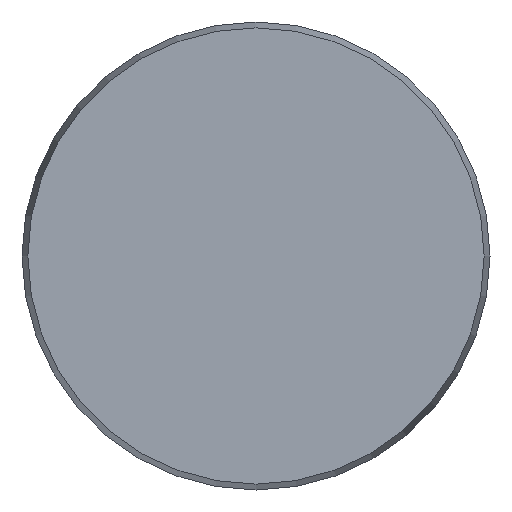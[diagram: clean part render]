
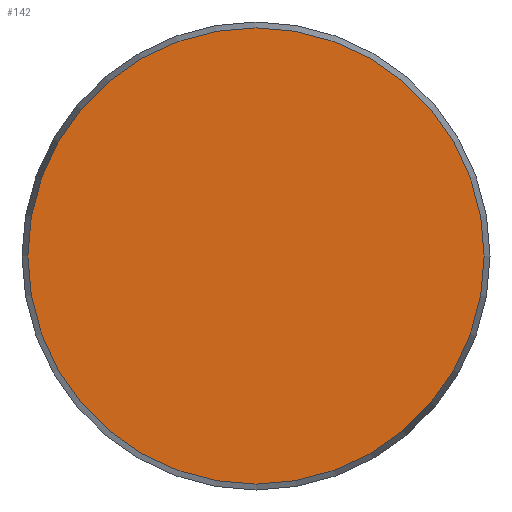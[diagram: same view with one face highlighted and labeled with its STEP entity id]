
A CAD part, front view. The second image highlights one B-rep face of the part: STEP entity #142.
In plain terms, the highlighted planar face has unit normal (0, -1, 0).
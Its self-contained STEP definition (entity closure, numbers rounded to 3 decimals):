
#142 = ADVANCED_FACE( '', ( #298 ), #299, .F. );
#298 = FACE_OUTER_BOUND( '', #519, .T. );
#299 = PLANE( '', #520 );
#519 = EDGE_LOOP( '', ( #827 ) );
#520 = AXIS2_PLACEMENT_3D( '', #828, #829, #830 );
#827 = ORIENTED_EDGE( '', *, *, #983, .T. );
#828 = CARTESIAN_POINT( '', ( 58.5, 0., 0. ) );
#829 = DIRECTION( '', ( 0., 1., 0. ) );
#830 = DIRECTION( '', ( 0., 0., 1. ) );
#983 = EDGE_CURVE( '', #1165, #1165, #1166, .T. );
#1165 = VERTEX_POINT( '', #1509 );
#1166 = CIRCLE( '', #1510, 58.5 );
#1509 = CARTESIAN_POINT( '', ( 0., 0., -58.5 ) );
#1510 = AXIS2_PLACEMENT_3D( '', #1649, #1650, #1651 );
#1649 = CARTESIAN_POINT( '', ( 0., 0., 0. ) );
#1650 = DIRECTION( '', ( 0., -1., 0. ) );
#1651 = DIRECTION( '', ( 0., 0., -1. ) );
